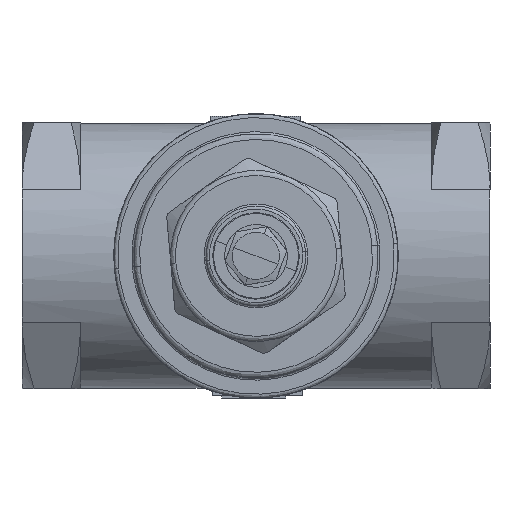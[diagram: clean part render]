
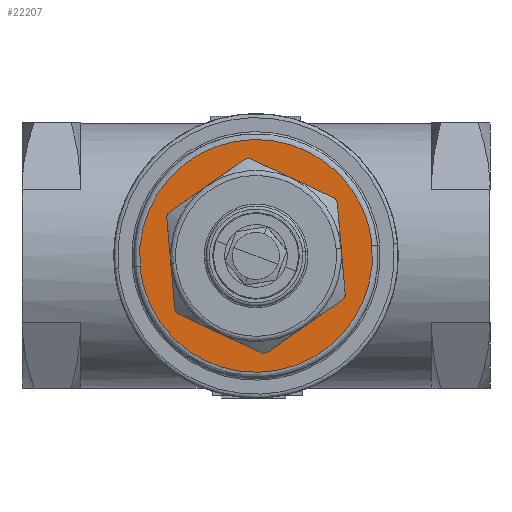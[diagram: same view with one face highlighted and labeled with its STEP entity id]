
A CAD part, front view. The second image highlights one B-rep face of the part: STEP entity #22207.
In plain terms, the highlighted planar face has unit normal (0, -1, 0).
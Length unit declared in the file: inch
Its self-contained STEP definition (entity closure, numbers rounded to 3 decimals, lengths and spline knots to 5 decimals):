
#195 = EDGE_CURVE ( 'NONE', #8842, #22372, #20389, .T. ) ;
#842 = ORIENTED_EDGE ( 'NONE', *, *, #6745, .F. ) ;
#1170 = CARTESIAN_POINT ( 'NONE',  ( -1.4147, -2.16369, -0.10207 ) ) ;
#1589 = DIRECTION ( 'NONE',  ( 0.996, 0., 0.087 ) ) ;
#3217 = FACE_BOUND ( 'NONE', #4827, .T. ) ;
#3827 = DIRECTION ( 'NONE',  ( 0., 1., 0. ) ) ;
#4182 = DIRECTION ( 'NONE',  ( 0.996, 0., 0.087 ) ) ;
#4788 = ORIENTED_EDGE ( 'NONE', *, *, #11478, .F. ) ;
#4819 = ORIENTED_EDGE ( 'NONE', *, *, #6855, .F. ) ;
#4827 = EDGE_LOOP ( 'NONE', ( #842, #4788 ) ) ;
#5047 = CARTESIAN_POINT ( 'NONE',  ( -1.21056, -2.16369, -2.43568 ) ) ;
#6125 = AXIS2_PLACEMENT_3D ( 'NONE', #18789, #9279, #16907 ) ;
#6342 = CARTESIAN_POINT ( 'NONE',  ( 0.60907, -2.16369, 0.07496 ) ) ;
#6745 = EDGE_CURVE ( 'NONE', #15733, #14215, #13885, .T. ) ;
#6855 = EDGE_CURVE ( 'NONE', #22372, #8842, #18621, .T. ) ;
#8384 = CARTESIAN_POINT ( 'NONE',  ( -1.61883, -2.16369, 2.23154 ) ) ;
#8842 = VERTEX_POINT ( 'NONE', #12895 ) ;
#9279 = DIRECTION ( 'NONE',  ( 0., -1., 0. ) ) ;
#9896 = CARTESIAN_POINT ( 'NONE',  ( -1.4147, -2.16369, -0.10207 ) ) ;
#10746 = PLANE ( 'NONE',  #15805 ) ;
#11478 = EDGE_CURVE ( 'NONE', #14215, #15733, #12552, .T. ) ;
#12552 = CIRCLE ( 'NONE', #6125, 0.86024 ) ;
#12630 = FACE_OUTER_BOUND ( 'NONE', #17738, .T. ) ;
#12895 = CARTESIAN_POINT ( 'NONE',  ( -1.4147, -2.16369, -0.10207 ) ) ;
#13231 = CARTESIAN_POINT ( 'NONE',  ( 0.91891, -2.16369, 0.10207 ) ) ;
#13885 = CIRCLE ( 'NONE', #15502, 0.86024 ) ;
#14215 = VERTEX_POINT ( 'NONE', #21160 ) ;
#14570 = CARTESIAN_POINT ( 'NONE',  ( 0.91891, -2.16369, 0.10207 ) ) ;
#15502 = AXIS2_PLACEMENT_3D ( 'NONE', #19461, #21341, #4182 ) ;
#15733 = VERTEX_POINT ( 'NONE', #6342 ) ;
#15760 = CARTESIAN_POINT ( 'NONE',  ( 0.71477, -2.16369, 2.43568 ) ) ;
#15805 = AXIS2_PLACEMENT_3D ( 'NONE', #16615, #3827, #1589 ) ;
#16615 = CARTESIAN_POINT ( 'NONE',  ( 1.60539, -2.16369, 0.16212 ) ) ;
#16907 = DIRECTION ( 'NONE',  ( 0.996, 0., 0.087 ) ) ;
#17522 = CARTESIAN_POINT ( 'NONE',  ( 0.91891, -2.16369, 0.10207 ) ) ;
#17738 = EDGE_LOOP ( 'NONE', ( #4819, #21842 ) ) ;
#18621 =( BOUNDED_CURVE ( )  B_SPLINE_CURVE ( 3, ( #14570, #23717, #5047, #1170 ),
 .UNSPECIFIED., .F., .T. ) 
 B_SPLINE_CURVE_WITH_KNOTS ( ( 4, 4 ),
 ( 0., 1. ),
 .UNSPECIFIED. ) 
 CURVE ( )  GEOMETRIC_REPRESENTATION_ITEM ( )  RATIONAL_B_SPLINE_CURVE ( ( 1., 0.333, 0.333, 1. ) ) 
 REPRESENTATION_ITEM ( '' )  );
#18789 = CARTESIAN_POINT ( 'NONE',  ( -0.24789, -2.16369, 0. ) ) ;
#19461 = CARTESIAN_POINT ( 'NONE',  ( -0.24789, -2.16369, 0. ) ) ;
#20389 =( BOUNDED_CURVE ( )  B_SPLINE_CURVE ( 3, ( #9896, #8384, #15760, #17522 ),
 .UNSPECIFIED., .F., .T. ) 
 B_SPLINE_CURVE_WITH_KNOTS ( ( 4, 4 ),
 ( 0., 1. ),
 .UNSPECIFIED. ) 
 CURVE ( )  GEOMETRIC_REPRESENTATION_ITEM ( )  RATIONAL_B_SPLINE_CURVE ( ( 1., 0.333, 0.333, 1. ) ) 
 REPRESENTATION_ITEM ( '' )  );
#21160 = CARTESIAN_POINT ( 'NONE',  ( -1.10486, -2.16369, -0.07496 ) ) ;
#21341 = DIRECTION ( 'NONE',  ( 0., -1., 0. ) ) ;
#21842 = ORIENTED_EDGE ( 'NONE', *, *, #195, .F. ) ;
#22207 = ADVANCED_FACE ( 'NONE', ( #3217, #12630 ), #10746, .F. ) ;
#22372 = VERTEX_POINT ( 'NONE', #13231 ) ;
#23717 = CARTESIAN_POINT ( 'NONE',  ( 1.12305, -2.16369, -2.23154 ) ) ;
